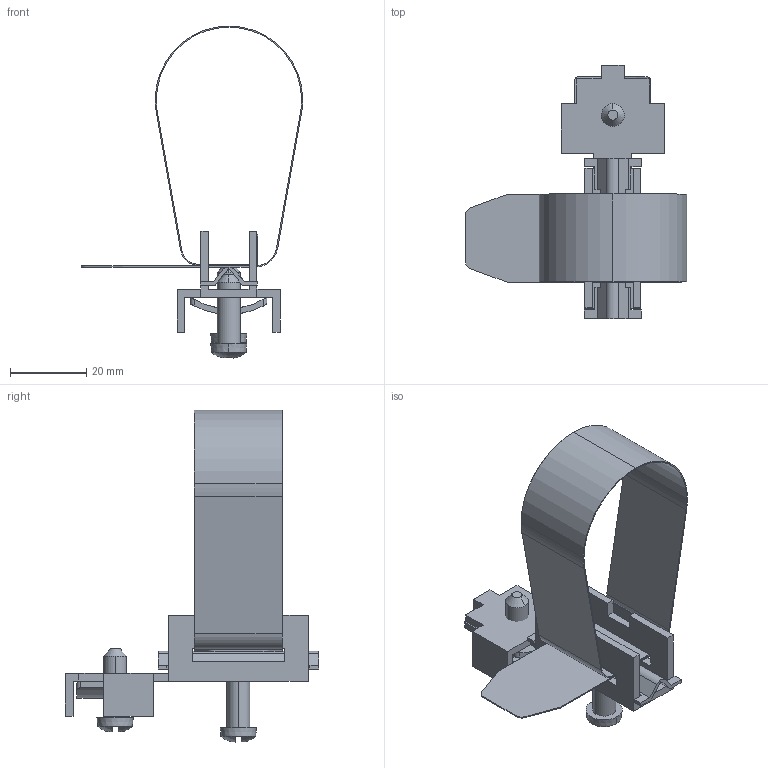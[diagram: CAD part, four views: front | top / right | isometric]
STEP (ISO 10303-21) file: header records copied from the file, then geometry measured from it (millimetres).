
FILE_DESCRIPTION((''),'2;1');
FILE_NAME('5057582_ASM','2015-06-19T',('AndreasKeweloh'),(''),'CREO PARAMETRIC BY PTC INC, 2015080','CREO PARAMETRIC BY PTC INC, 2015080','');
FILE_SCHEMA(('CONFIG_CONTROL_DESIGN'));
Length unit declared in the file: millimetre
Products named in the file (6): SCHELLENBAND; KLEMMPLATTE; DRUCKSTUECK; SCHELLENKOERPER; DRUCKSCHRAUBE; 5057582_ASM
Assembly tree (6 placements, depth 2):
  5057582_ASM
    SCHELLENBAND
    KLEMMPLATTE
    DRUCKSTUECK
    SCHELLENKOERPER
    DRUCKSCHRAUBE  x2
Bounding box: 57.94 x 66.25 x 86.89 mm (x, y, z)
Volume: 8365.4 mm3; surface area: 18859.3 mm2
Topology: 6 solids, 6 shells, 257 faces, 715 edges, 464 vertices
Faces by surface type: plane 160, bspline 32, cylinder 31, cone 26, sphere 8
Entity records: 7059 total; most frequent: CARTESIAN_POINT 2134, ORIENTED_EDGE 1058, DIRECTION 915, EDGE_CURVE 529, VERTEX_POINT 349, VECTOR 337, LINE 337, AXIS2_PLACEMENT_3D 289
